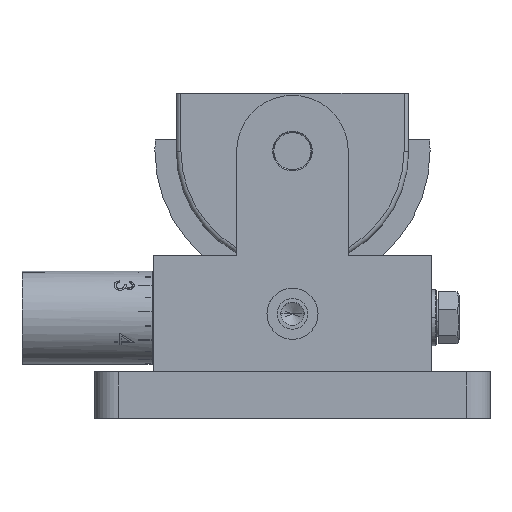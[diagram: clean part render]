
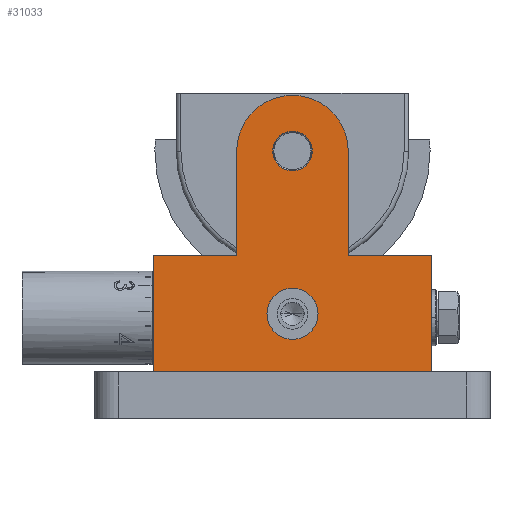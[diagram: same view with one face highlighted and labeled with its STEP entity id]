
A CAD part, top view. The second image highlights one B-rep face of the part: STEP entity #31033.
In plain terms, the highlighted planar face has unit normal (0, 0, 1).
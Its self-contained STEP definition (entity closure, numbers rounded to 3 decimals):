
#1595 = ORIENTED_EDGE ( 'NONE', *, *, #73905, .T. ) ;
#3640 = VERTEX_POINT ( 'NONE', #92754 ) ;
#4373 = VERTEX_POINT ( 'NONE', #98004 ) ;
#4947 = AXIS2_PLACEMENT_3D ( 'NONE', #68084, #23429, #59476 ) ;
#6117 = VERTEX_POINT ( 'NONE', #82014 ) ;
#7276 = DIRECTION ( 'NONE',  ( -1., 0., 0. ) ) ;
#9809 = EDGE_LOOP ( 'NONE', ( #85753, #88900 ) ) ;
#10359 = FACE_OUTER_BOUND ( 'NONE', #42905, .T. ) ;
#13874 = VECTOR ( 'NONE', #98303, 1000. ) ;
#16260 = LINE ( 'NONE', #102539, #33114 ) ;
#16699 = CIRCLE ( 'NONE', #107777, 4.25 ) ;
#18021 = CARTESIAN_POINT ( 'NONE',  ( 144.843, -11.806, -101.042 ) ) ;
#19803 = DIRECTION ( 'NONE',  ( 1., 0., 0. ) ) ;
#20379 = CARTESIAN_POINT ( 'NONE',  ( 144.843, 13.194, -101.042 ) ) ;
#20742 = AXIS2_PLACEMENT_3D ( 'NONE', #51600, #24174, #86914 ) ;
#21278 = DIRECTION ( 'NONE',  ( 0., 1., 0. ) ) ;
#21497 = ORIENTED_EDGE ( 'NONE', *, *, #37935, .F. ) ;
#21630 = LINE ( 'NONE', #56581, #105802 ) ;
#23375 = EDGE_CURVE ( 'NONE', #74187, #103929, #16699, .T. ) ;
#23429 = DIRECTION ( 'NONE',  ( 0., 0., 1. ) ) ;
#24174 = DIRECTION ( 'NONE',  ( 0., 0., 1. ) ) ;
#25110 = LINE ( 'NONE', #76120, #81251 ) ;
#25614 = CARTESIAN_POINT ( 'NONE',  ( 144.843, -11.806, -101.042 ) ) ;
#26526 = VERTEX_POINT ( 'NONE', #67662 ) ;
#29589 = CARTESIAN_POINT ( 'NONE',  ( 170.593, 35.694, -101.042 ) ) ;
#29590 = DIRECTION ( 'NONE',  ( -1., 0., 0. ) ) ;
#29980 = CARTESIAN_POINT ( 'NONE',  ( 162.843, 13.194, -101.042 ) ) ;
#31033 = ADVANCED_FACE ( 'NONE', ( #50955, #10359, #55210 ), #69547, .T. ) ;
#32489 = CIRCLE ( 'NONE', #74164, 5.5 ) ;
#33069 = CARTESIAN_POINT ( 'NONE',  ( 162.843, 13.194, -101.042 ) ) ;
#33114 = VECTOR ( 'NONE', #48432, 1000. ) ;
#33961 = CARTESIAN_POINT ( 'NONE',  ( 204.843, 48.194, -101.042 ) ) ;
#35302 = AXIS2_PLACEMENT_3D ( 'NONE', #33961, #41760, #114737 ) ;
#35826 = CARTESIAN_POINT ( 'NONE',  ( 174.843, 0.694, -101.042 ) ) ;
#37935 = EDGE_CURVE ( 'NONE', #103929, #74187, #104484, .T. ) ;
#40467 = LINE ( 'NONE', #52348, #69954 ) ;
#41760 = DIRECTION ( 'NONE',  ( 0., 0., 1. ) ) ;
#42905 = EDGE_LOOP ( 'NONE', ( #114527, #76116, #70296, #111603, #75472, #72066, #1595, #45768 ) ) ;
#43422 = CARTESIAN_POINT ( 'NONE',  ( 204.843, 13.194, -101.042 ) ) ;
#45220 = DIRECTION ( 'NONE',  ( -1., 0., 0. ) ) ;
#45768 = ORIENTED_EDGE ( 'NONE', *, *, #74152, .T. ) ;
#46253 = LINE ( 'NONE', #29980, #68579 ) ;
#46988 = CARTESIAN_POINT ( 'NONE',  ( 186.843, 35.694, -101.042 ) ) ;
#48432 = DIRECTION ( 'NONE',  ( 0., 1., 0. ) ) ;
#50900 = DIRECTION ( 'NONE',  ( -1., 0., 0. ) ) ;
#50955 = FACE_BOUND ( 'NONE', #9809, .T. ) ;
#51600 = CARTESIAN_POINT ( 'NONE',  ( 174.843, 35.694, -101.042 ) ) ;
#52348 = CARTESIAN_POINT ( 'NONE',  ( 186.843, 13.194, -101.042 ) ) ;
#53830 = DIRECTION ( 'NONE',  ( 0., 0., 1. ) ) ;
#55210 = FACE_BOUND ( 'NONE', #64301, .T. ) ;
#56581 = CARTESIAN_POINT ( 'NONE',  ( 144.843, -11.806, -101.042 ) ) ;
#57394 = EDGE_CURVE ( 'NONE', #6117, #26526, #32489, .T. ) ;
#59476 = DIRECTION ( 'NONE',  ( -1., 0., 0. ) ) ;
#60129 = VERTEX_POINT ( 'NONE', #46988 ) ;
#60758 = CIRCLE ( 'NONE', #4947, 5.5 ) ;
#64301 = EDGE_LOOP ( 'NONE', ( #21497, #115801 ) ) ;
#64404 = CARTESIAN_POINT ( 'NONE',  ( 174.843, 35.694, -101.042 ) ) ;
#65155 = DIRECTION ( 'NONE',  ( 0., 0., -1. ) ) ;
#67662 = CARTESIAN_POINT ( 'NONE',  ( 169.343, 0.694, -101.042 ) ) ;
#68084 = CARTESIAN_POINT ( 'NONE',  ( 174.843, 0.694, -101.042 ) ) ;
#68136 = VECTOR ( 'NONE', #89767, 1000. ) ;
#68579 = VECTOR ( 'NONE', #29590, 1000. ) ;
#68921 = VERTEX_POINT ( 'NONE', #33069 ) ;
#69547 = PLANE ( 'NONE',  #35302 ) ;
#69554 = EDGE_CURVE ( 'NONE', #90795, #60129, #81813, .T. ) ;
#69626 = LINE ( 'NONE', #18021, #68136 ) ;
#69954 = VECTOR ( 'NONE', #7276, 1000. ) ;
#70296 = ORIENTED_EDGE ( 'NONE', *, *, #73287, .T. ) ;
#72066 = ORIENTED_EDGE ( 'NONE', *, *, #107187, .T. ) ;
#72343 = CARTESIAN_POINT ( 'NONE',  ( 162.843, 13.194, -101.042 ) ) ;
#73287 = EDGE_CURVE ( 'NONE', #68921, #85203, #46253, .T. ) ;
#73905 = EDGE_CURVE ( 'NONE', #77168, #3640, #40467, .T. ) ;
#74152 = EDGE_CURVE ( 'NONE', #3640, #60129, #25110, .T. ) ;
#74164 = AXIS2_PLACEMENT_3D ( 'NONE', #35826, #53830, #45220 ) ;
#74187 = VERTEX_POINT ( 'NONE', #110712 ) ;
#74207 = DIRECTION ( 'NONE',  ( -1., 0., 0. ) ) ;
#75472 = ORIENTED_EDGE ( 'NONE', *, *, #82786, .T. ) ;
#76107 = EDGE_CURVE ( 'NONE', #90795, #68921, #91066, .T. ) ;
#76116 = ORIENTED_EDGE ( 'NONE', *, *, #76107, .T. ) ;
#76120 = CARTESIAN_POINT ( 'NONE',  ( 186.843, 13.194, -101.042 ) ) ;
#77168 = VERTEX_POINT ( 'NONE', #43422 ) ;
#78693 = EDGE_CURVE ( 'NONE', #85203, #88344, #69626, .T. ) ;
#78736 = CARTESIAN_POINT ( 'NONE',  ( 174.843, 35.694, -101.042 ) ) ;
#81251 = VECTOR ( 'NONE', #21278, 1000. ) ;
#81813 = CIRCLE ( 'NONE', #112195, 12. ) ;
#82014 = CARTESIAN_POINT ( 'NONE',  ( 180.343, 0.694, -101.042 ) ) ;
#82786 = EDGE_CURVE ( 'NONE', #88344, #4373, #21630, .T. ) ;
#85203 = VERTEX_POINT ( 'NONE', #20379 ) ;
#85753 = ORIENTED_EDGE ( 'NONE', *, *, #111639, .F. ) ;
#86580 = DIRECTION ( 'NONE',  ( 0., 0., 1. ) ) ;
#86914 = DIRECTION ( 'NONE',  ( -1., 0., 0. ) ) ;
#87784 = CARTESIAN_POINT ( 'NONE',  ( 162.843, 35.694, -101.042 ) ) ;
#88344 = VERTEX_POINT ( 'NONE', #25614 ) ;
#88900 = ORIENTED_EDGE ( 'NONE', *, *, #57394, .F. ) ;
#89767 = DIRECTION ( 'NONE',  ( 0., -1., 0. ) ) ;
#90795 = VERTEX_POINT ( 'NONE', #87784 ) ;
#91066 = LINE ( 'NONE', #72343, #13874 ) ;
#92754 = CARTESIAN_POINT ( 'NONE',  ( 186.843, 13.194, -101.042 ) ) ;
#98004 = CARTESIAN_POINT ( 'NONE',  ( 204.843, -11.806, -101.042 ) ) ;
#98303 = DIRECTION ( 'NONE',  ( 0., -1., 0. ) ) ;
#102539 = CARTESIAN_POINT ( 'NONE',  ( 204.843, -11.806, -101.042 ) ) ;
#103929 = VERTEX_POINT ( 'NONE', #29589 ) ;
#104484 = CIRCLE ( 'NONE', #20742, 4.25 ) ;
#105802 = VECTOR ( 'NONE', #19803, 1000. ) ;
#107187 = EDGE_CURVE ( 'NONE', #4373, #77168, #16260, .T. ) ;
#107777 = AXIS2_PLACEMENT_3D ( 'NONE', #78736, #86580, #50900 ) ;
#110712 = CARTESIAN_POINT ( 'NONE',  ( 179.093, 35.694, -101.042 ) ) ;
#111603 = ORIENTED_EDGE ( 'NONE', *, *, #78693, .T. ) ;
#111639 = EDGE_CURVE ( 'NONE', #26526, #6117, #60758, .T. ) ;
#112195 = AXIS2_PLACEMENT_3D ( 'NONE', #64404, #65155, #74207 ) ;
#114527 = ORIENTED_EDGE ( 'NONE', *, *, #69554, .F. ) ;
#114737 = DIRECTION ( 'NONE',  ( -1., 0., 0. ) ) ;
#115801 = ORIENTED_EDGE ( 'NONE', *, *, #23375, .F. ) ;
